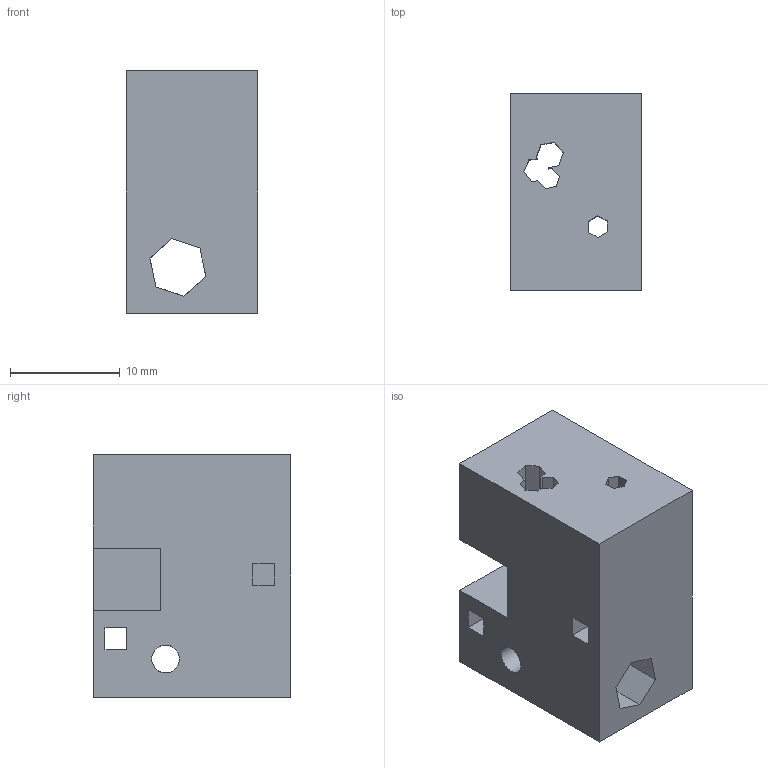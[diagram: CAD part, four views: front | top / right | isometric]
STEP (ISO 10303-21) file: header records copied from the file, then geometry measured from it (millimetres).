
FILE_DESCRIPTION(('Open CASCADE Model'),'2;1');
FILE_NAME('Open CASCADE Shape Model','2021-05-04T12:06:07',('Author'),( 'Open CASCADE'),'Open CASCADE STEP processor 7.4','Open CASCADE 7.4' ,'Unknown');
FILE_SCHEMA(('AUTOMOTIVE_DESIGN { 1 0 10303 214 1 1 1 1 }'));
Length unit declared in the file: millimetre
Products named in the file (1): Open CASCADE STEP translator 7.4 567
Bounding box: 11.96 x 17.98 x 22.11 mm (x, y, z)
Volume: 3771 mm3; surface area: 2567.4 mm2
Topology: 1 solids, 1 shells, 79 faces, 258 edges, 172 vertices
Faces by surface type: plane 77, cylinder 2
Full cylindrical faces by diameter (mm): 2.533 x2
Entity records: 6082 total; most frequent: CARTESIAN_POINT 1300, DIRECTION 758, LINE 558, VECTOR 558, ORIENTED_EDGE 516, PCURVE 516, DEFINITIONAL_REPRESENTATION 516, EDGE_CURVE 258
